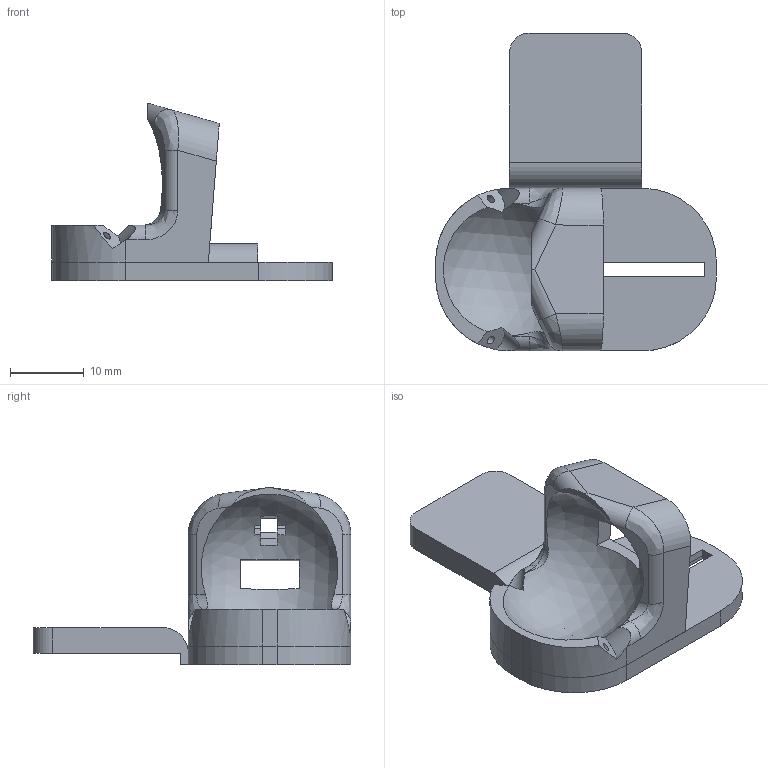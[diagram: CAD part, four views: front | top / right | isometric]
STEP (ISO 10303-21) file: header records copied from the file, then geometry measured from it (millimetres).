
FILE_DESCRIPTION(/* description */ (''),/* implementation_level */ '2;1');
FILE_NAME(/* name */ 'TrackBall20mm.step',/* time_stamp */ '2025-10-30T16:19:34+09:00',/* author */ (''),/* organization */ (''),/* preprocessor_version */ 'ST-DEVELOPER v20.1',/* originating_system */ 'Autodesk Translation Framework v14.17.0.0',/* authorisation */ '');
FILE_SCHEMA (('AUTOMOTIVE_DESIGN { 1 0 10303 214 3 1 1 }'));
Length unit declared in the file: millimetre
Products named in the file (4): TrackBall20mm; 20mmCase; Bearing(DDL-415ZZ) (1) (1); Bracket
Assembly tree (3 placements, depth 3):
  TrackBall20mm
    20mmCase
      Bearing(DDL-415ZZ) (1) (1)
    Bracket
Bounding box: 38 x 43 x 23.96 mm (x, y, z)
Volume: 5684.8 mm3; surface area: 5579.5 mm2
Topology: 3 solids, 3 shells, 145 faces, 364 edges, 237 vertices
Faces by surface type: plane 107, cylinder 33, bspline 4, sphere 1
Full cylindrical faces by diameter (mm): 1.2 x2, 2.03 x4
Entity records: 4599 total; most frequent: CARTESIAN_POINT 941, DIRECTION 743, ORIENTED_EDGE 728, EDGE_CURVE 364, LINE 257, VECTOR 257, AXIS2_PLACEMENT_3D 243, VERTEX_POINT 237
